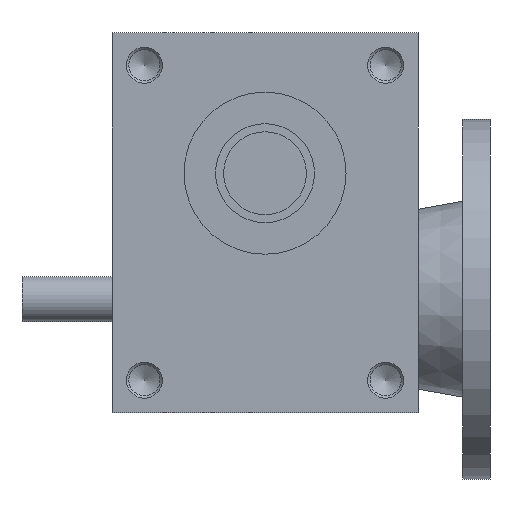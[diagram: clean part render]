
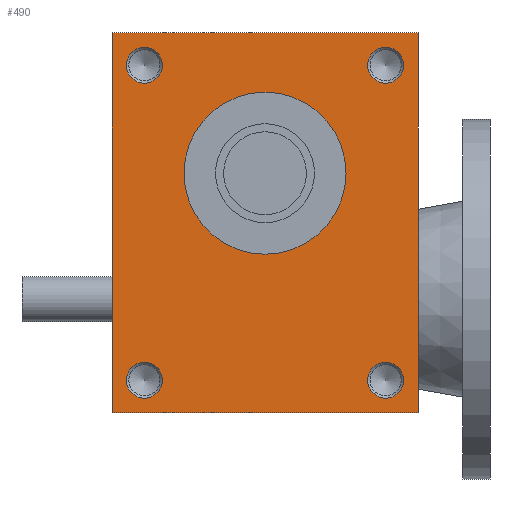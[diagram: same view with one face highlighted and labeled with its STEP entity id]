
A CAD part, front view. The second image highlights one B-rep face of the part: STEP entity #490.
In plain terms, the highlighted planar face has unit normal (0, -1, 0).
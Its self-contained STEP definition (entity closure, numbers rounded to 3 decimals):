
#490 = ADVANCED_FACE( '', ( #1068, #1069, #1070, #1071, #1072, #1073 ), #1074, .F. );
#1068 = FACE_BOUND( '', #1791, .T. );
#1069 = FACE_BOUND( '', #1792, .T. );
#1070 = FACE_BOUND( '', #1793, .T. );
#1071 = FACE_BOUND( '', #1794, .T. );
#1072 = FACE_BOUND( '', #1795, .T. );
#1073 = FACE_OUTER_BOUND( '', #1796, .T. );
#1074 = PLANE( '', #1797 );
#1791 = EDGE_LOOP( '', ( #2849 ) );
#1792 = EDGE_LOOP( '', ( #2850 ) );
#1793 = EDGE_LOOP( '', ( #2851 ) );
#1794 = EDGE_LOOP( '', ( #2852 ) );
#1795 = EDGE_LOOP( '', ( #2853 ) );
#1796 = EDGE_LOOP( '', ( #2854, #2855, #2856, #2857 ) );
#1797 = AXIS2_PLACEMENT_3D( '', #2858, #2859, #2860 );
#2849 = ORIENTED_EDGE( '', *, *, #3800, .F. );
#2850 = ORIENTED_EDGE( '', *, *, #4090, .F. );
#2851 = ORIENTED_EDGE( '', *, *, #4091, .F. );
#2852 = ORIENTED_EDGE( '', *, *, #4092, .F. );
#2853 = ORIENTED_EDGE( '', *, *, #3767, .T. );
#2854 = ORIENTED_EDGE( '', *, *, #4078, .T. );
#2855 = ORIENTED_EDGE( '', *, *, #3942, .F. );
#2856 = ORIENTED_EDGE( '', *, *, #4093, .F. );
#2857 = ORIENTED_EDGE( '', *, *, #3835, .T. );
#2858 = CARTESIAN_POINT( '', ( -85., -75., 105.5 ) );
#2859 = DIRECTION( '', ( 0., 1., 0. ) );
#2860 = DIRECTION( '', ( 0., 0., 1. ) );
#3767 = EDGE_CURVE( '', #4370, #4370, #4371, .T. );
#3800 = EDGE_CURVE( '', #4424, #4424, #4425, .T. );
#3835 = EDGE_CURVE( '', #4486, #4484, #4487, .T. );
#3942 = EDGE_CURVE( '', #4663, #4658, #4665, .T. );
#4078 = EDGE_CURVE( '', #4484, #4658, #4874, .T. );
#4090 = EDGE_CURVE( '', #4889, #4889, #4890, .T. );
#4091 = EDGE_CURVE( '', #4891, #4891, #4892, .T. );
#4092 = EDGE_CURVE( '', #4893, #4893, #4894, .T. );
#4093 = EDGE_CURVE( '', #4486, #4663, #4895, .T. );
#4370 = VERTEX_POINT( '', #5243 );
#4371 = CIRCLE( '', #5244, 45. );
#4424 = VERTEX_POINT( '', #5346 );
#4425 = CIRCLE( '', #5347, 10. );
#4484 = VERTEX_POINT( '', #5418 );
#4486 = VERTEX_POINT( '', #5421 );
#4487 = LINE( '', #5422, #5423 );
#4658 = VERTEX_POINT( '', #5638 );
#4663 = VERTEX_POINT( '', #5645 );
#4665 = LINE( '', #5648, #5649 );
#4874 = LINE( '', #5913, #5914 );
#4889 = VERTEX_POINT( '', #5931 );
#4890 = CIRCLE( '', #5932, 10. );
#4891 = VERTEX_POINT( '', #5933 );
#4892 = CIRCLE( '', #5934, 10. );
#4893 = VERTEX_POINT( '', #5935 );
#4894 = CIRCLE( '', #5936, 10. );
#4895 = LINE( '', #5937, #5938 );
#5243 = CARTESIAN_POINT( '', ( 45., -75., 27.5 ) );
#5244 = AXIS2_PLACEMENT_3D( '', #6379, #6380, #6381 );
#5346 = CARTESIAN_POINT( '', ( -67., -75., -97.5 ) );
#5347 = AXIS2_PLACEMENT_3D( '', #6413, #6414, #6415 );
#5418 = CARTESIAN_POINT( '', ( -85., -75., -105.5 ) );
#5421 = CARTESIAN_POINT( '', ( -85., -75., 105.5 ) );
#5422 = CARTESIAN_POINT( '', ( -85., -75., 105.5 ) );
#5423 = VECTOR( '', #6471, 1000. );
#5638 = CARTESIAN_POINT( '', ( 85., -75., -105.5 ) );
#5645 = CARTESIAN_POINT( '', ( 85., -75., 105.5 ) );
#5648 = CARTESIAN_POINT( '', ( 85., -75., 105.5 ) );
#5649 = VECTOR( '', #6612, 1000. );
#5913 = CARTESIAN_POINT( '', ( -85., -75., -105.5 ) );
#5914 = VECTOR( '', #6791, 1000. );
#5931 = CARTESIAN_POINT( '', ( -67., -75., 77.5 ) );
#5932 = AXIS2_PLACEMENT_3D( '', #6806, #6807, #6808 );
#5933 = CARTESIAN_POINT( '', ( 67., -75., 77.5 ) );
#5934 = AXIS2_PLACEMENT_3D( '', #6809, #6810, #6811 );
#5935 = CARTESIAN_POINT( '', ( 67., -75., -97.5 ) );
#5936 = AXIS2_PLACEMENT_3D( '', #6812, #6813, #6814 );
#5937 = CARTESIAN_POINT( '', ( -85., -75., 105.5 ) );
#5938 = VECTOR( '', #6815, 1000. );
#6379 = CARTESIAN_POINT( '', ( 0., -75., 27.5 ) );
#6380 = DIRECTION( '', ( 0., 1., 0. ) );
#6381 = DIRECTION( '', ( 1., 0., 0. ) );
#6413 = CARTESIAN_POINT( '', ( -67., -75., -87.5 ) );
#6414 = DIRECTION( '', ( 0., -1., 0. ) );
#6415 = DIRECTION( '', ( 0., 0., -1. ) );
#6471 = DIRECTION( '', ( 0., 0., -1. ) );
#6612 = DIRECTION( '', ( 0., 0., -1. ) );
#6791 = DIRECTION( '', ( 1., 0., 0. ) );
#6806 = CARTESIAN_POINT( '', ( -67., -75., 87.5 ) );
#6807 = DIRECTION( '', ( 0., -1., 0. ) );
#6808 = DIRECTION( '', ( 0., 0., -1. ) );
#6809 = CARTESIAN_POINT( '', ( 67., -75., 87.5 ) );
#6810 = DIRECTION( '', ( 0., -1., 0. ) );
#6811 = DIRECTION( '', ( 0., 0., -1. ) );
#6812 = CARTESIAN_POINT( '', ( 67., -75., -87.5 ) );
#6813 = DIRECTION( '', ( 0., -1., 0. ) );
#6814 = DIRECTION( '', ( 0., 0., -1. ) );
#6815 = DIRECTION( '', ( 1., 0., 0. ) );
